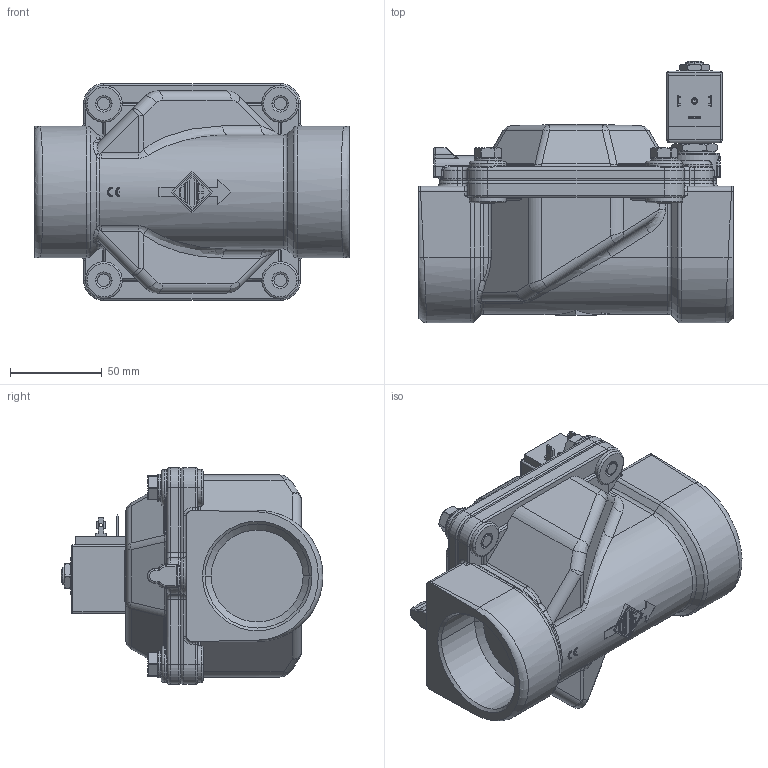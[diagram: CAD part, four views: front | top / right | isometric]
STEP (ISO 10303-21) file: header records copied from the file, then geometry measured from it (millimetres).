
FILE_DESCRIPTION((''),'2;1');
FILE_NAME('21W7KB500_BDA_INGOMBRO_ASM','2009-10-01T',('romeri'),('O.D.E.'),'PRO/ENGINEER BY PARAMETRIC TECHNOLOGY CORPORATION, 2005450','PRO/ENGINEER BY PARAMETRIC TECHNOLOGY CORPORATION, 2005450','');
FILE_SCHEMA(('CONFIG_CONTROL_DESIGN'));
Length unit declared in the file: millimetre
Products named in the file (9): 4500W7_INGOMBRO; 450459_INGOMBRO; 450606_INGOMBRO; BOBINA_8_W_INGOMBRO; 450145; 450146; ROSETTE_UNI_1751_M8; VITE_T_ESAGONALE_ISO_4_M8X25; 21W7KB500_BDA_INGOMBRO_ASM
Assembly tree (14 placements, depth 2):
  21W7KB500_BDA_INGOMBRO_ASM
    4500W7_INGOMBRO
    450459_INGOMBRO
    450606_INGOMBRO
    BOBINA_8_W_INGOMBRO
    450145
    450146
    ROSETTE_UNI_1751_M8  x4
    VITE_T_ESAGONALE_ISO_4_M8X25  x4
Bounding box: 171 x 142.5 x 118 mm (x, y, z)
Volume: 316776.5 mm3; surface area: 151287 mm2
Topology: 13 solids, 20 shells, 1404 faces, 3253 edges, 1921 vertices
Faces by surface type: cylinder 434, plane 409, bspline 228, torus 198, cone 107, sphere 28
Entity records: 51148 total; most frequent: CARTESIAN_POINT 13260, ORIENTED_EDGE 5380, DIRECTION 5218, PRESENTATION_STYLE_ASSIGNMENT 3189, EDGE_CURVE 2693, STYLED_ITEM 2653, CURVE_STYLE 2601, AXIS2_PLACEMENT_3D 2007
